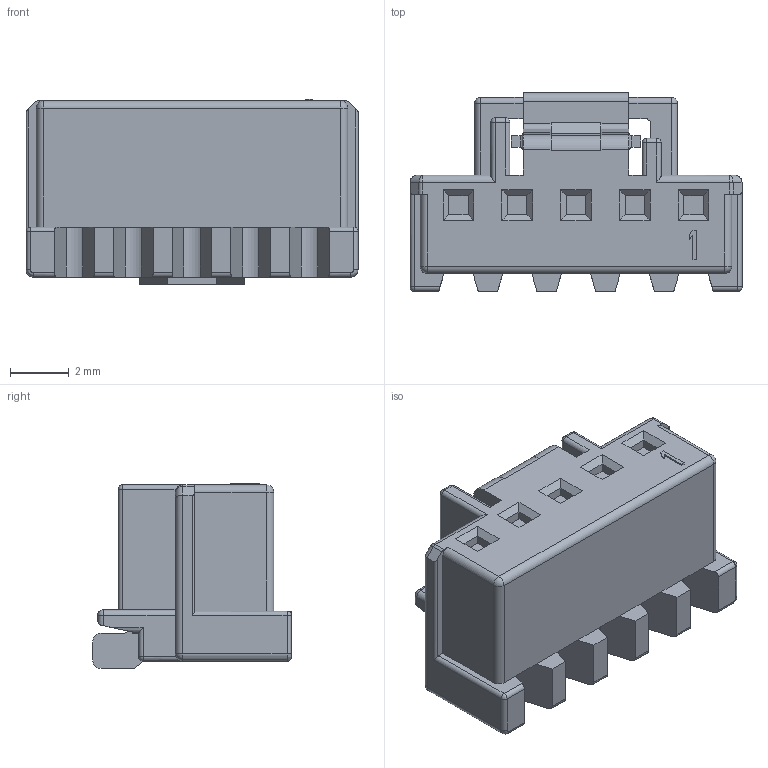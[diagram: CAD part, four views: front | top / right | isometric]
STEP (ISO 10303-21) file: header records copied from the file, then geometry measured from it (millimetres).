
FILE_DESCRIPTION((''),'2;1');
FILE_NAME('C-4-2232979-5','2021-07-05T13:49:02',('workeradm'),('TE Connectivity Ltd.'),'CREO PARAMETRIC BY PTC INC, 2019292','CREO PARAMETRIC BY PTC INC, 2019292','');
FILE_SCHEMA(('AUTOMOTIVE_DESIGN { 1 0 10303 214 1 1 1 1 }'));
Length unit declared in the file: millimetre
Products named in the file (1): C-4-2232979-5
Bounding box: 11.3 x 6.77 x 6.3 mm (x, y, z)
Volume: 243.1 mm3; surface area: 425.3 mm2
Topology: 1 solids, 1 shells, 313 faces, 823 edges, 516 vertices
Faces by surface type: plane 190, cylinder 105, sphere 14, bspline 4
Entity records: 10543 total; most frequent: CARTESIAN_POINT 2515, ORIENTED_EDGE 1646, DIRECTION 1548, EDGE_CURVE 823, VECTOR 616, LINE 616, VERTEX_POINT 516, AXIS2_PLACEMENT_3D 466
